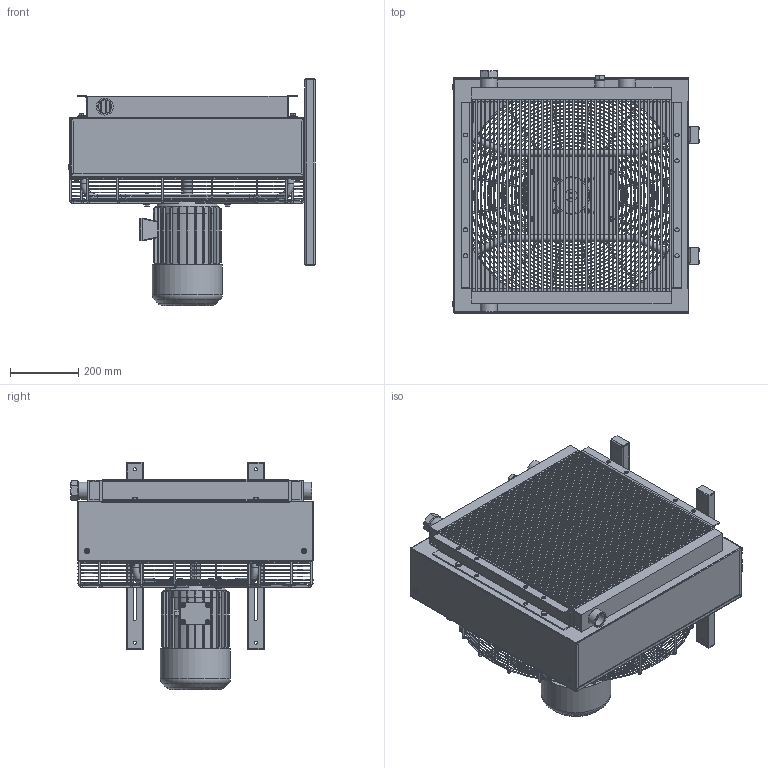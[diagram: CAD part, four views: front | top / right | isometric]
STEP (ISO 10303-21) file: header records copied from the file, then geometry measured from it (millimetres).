
FILE_DESCRIPTION((''),'2;1');
FILE_NAME('LAC-033-4-A-00-000-0-0.stp','2008-06-10T10:39:17',('smasc'),(''),'Autodesk Inventor 2008','Autodesk Inventor 2008','');
FILE_SCHEMA(('AUTOMOTIVE_DESIGN { 1 0 10303 214 1 1 1 1 }'));
Length unit declared in the file: millimetre
Products named in the file (1): Part1
Bounding box: 724 x 712 x 667.5 mm (x, y, z)
Volume: 20071949.6 mm3; surface area: 7077677.7 mm2
Topology: 68 solids, 68 shells, 3843 faces, 9677 edges, 5976 vertices
Faces by surface type: plane 2182, cylinder 795, bspline 370, cone 230, sphere 153, torus 113
Full cylindrical faces by diameter (mm): 2 x1, 5 x48, 7.5 x4, 8 x45, 8.4 x15, 8.8 x1, 9 x14, 10.5 x4, 11 x8, 11.63 x15, 11.7 x1, 12 x1, 12.5 x2, 14.1 x1, 15 x1, 15.5 x4, 16 x15, 18.631 x1, 20 x10, 21 x2, 28 x2, 28.5 x1, 30 x1, 33 x2, 35 x3, 36 x1, 38.952 x1, 42 x2, 50 x3, 52 x1
Entity records: 122967 total; most frequent: CARTESIAN_POINT 33831, ORIENTED_EDGE 17718, DIRECTION 16589, EDGE_CURVE 8859, VERTEX_POINT 5787, VECTOR 5589, LINE 5589, AXIS2_PLACEMENT_3D 5500
